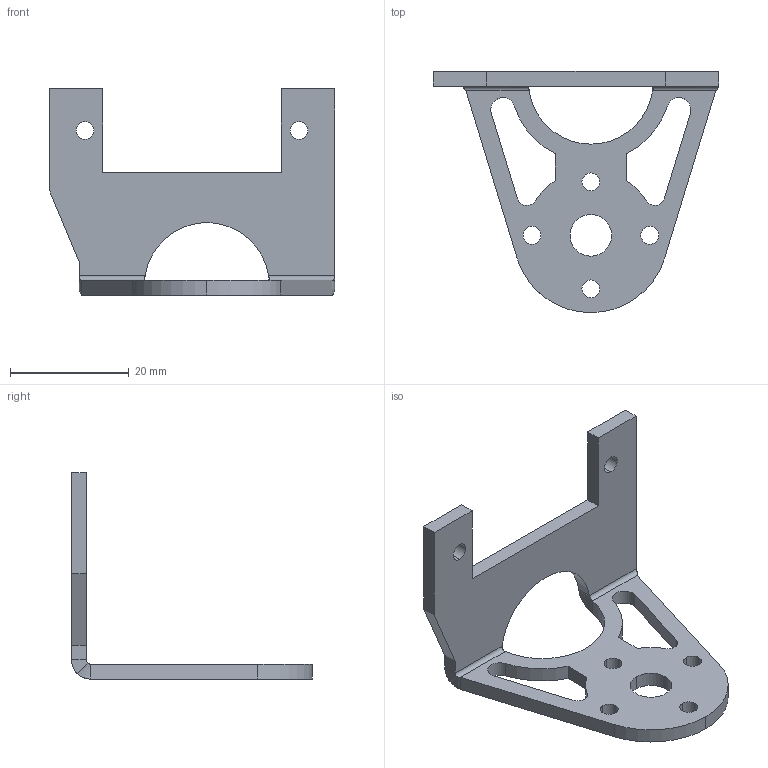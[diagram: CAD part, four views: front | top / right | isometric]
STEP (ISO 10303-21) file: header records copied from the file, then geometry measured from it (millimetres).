
FILE_DESCRIPTION (( 'STEP AP214' ), '1' );
FILE_NAME ('grip2.STEP', '2023-08-26T08:38:40', ( '' ), ( '' ), 'SwSTEP 2.0', 'SolidWorks 2021', '' );
FILE_SCHEMA (( 'AUTOMOTIVE_DESIGN' ));
Length unit declared in the file: millimetre
Products named in the file (1): grip2
Bounding box: 48 x 40.52 x 34.68 mm (x, y, z)
Volume: 4141 mm3; surface area: 4496.2 mm2
Topology: 1 solids, 1 shells, 58 faces, 158 edges, 100 vertices
Faces by surface type: cylinder 33, plane 21, bspline 4
Entity records: 1996 total; most frequent: CARTESIAN_POINT 447, ORIENTED_EDGE 316, DIRECTION 314, EDGE_CURVE 158, AXIS2_PLACEMENT_3D 117, VERTEX_POINT 100, LINE 80, VECTOR 80
